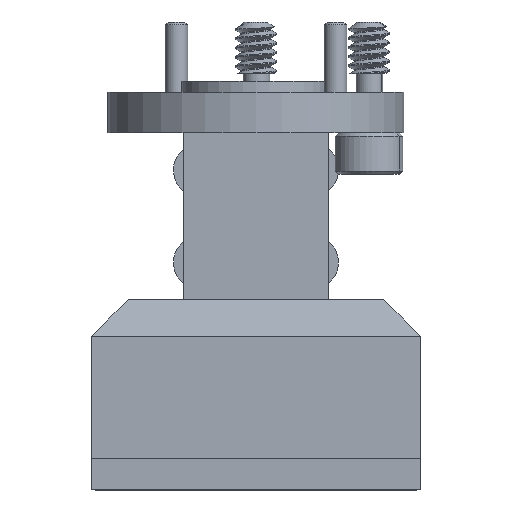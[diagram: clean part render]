
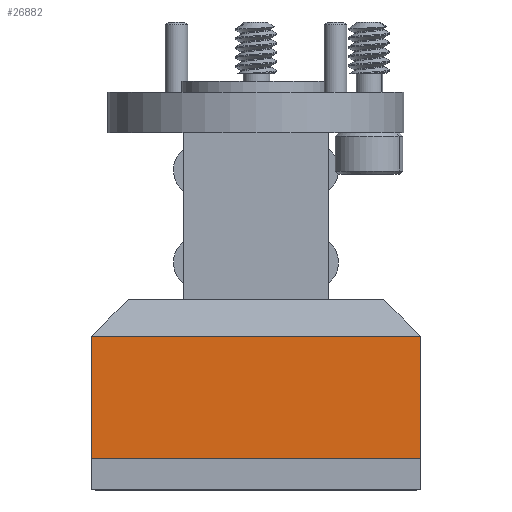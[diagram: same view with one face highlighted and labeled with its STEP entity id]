
A CAD part, front view. The second image highlights one B-rep face of the part: STEP entity #26882.
In plain terms, the highlighted planar face has unit normal (0, -1, 0).
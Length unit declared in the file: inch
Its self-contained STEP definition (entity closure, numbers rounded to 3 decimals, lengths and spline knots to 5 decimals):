
#1398 = LINE ( 'NONE', #33160, #25460 ) ;
#2059 = VERTEX_POINT ( 'NONE', #10369 ) ;
#2403 = ORIENTED_EDGE ( 'NONE', *, *, #15498, .T. ) ;
#2776 = CARTESIAN_POINT ( 'NONE',  ( 0.445, -0.375, 0.414 ) ) ;
#3163 = ORIENTED_EDGE ( 'NONE', *, *, #22750, .F. ) ;
#4332 = VERTEX_POINT ( 'NONE', #20603 ) ;
#5236 = EDGE_CURVE ( 'NONE', #22901, #2059, #27994, .T. ) ;
#5960 = PLANE ( 'NONE',  #23830 ) ;
#6992 = LINE ( 'NONE', #12334, #26248 ) ;
#8342 = VECTOR ( 'NONE', #28701, 39.37008 ) ;
#10369 = CARTESIAN_POINT ( 'NONE',  ( -0.445, -0.375, 0.414 ) ) ;
#10498 = EDGE_CURVE ( 'NONE', #22901, #22559, #6992, .T. ) ;
#12334 = CARTESIAN_POINT ( 'NONE',  ( 0.445, -0.375, 1.104 ) ) ;
#12841 = EDGE_LOOP ( 'NONE', ( #3163, #18675, #16556, #2403 ) ) ;
#15109 = DIRECTION ( 'NONE',  ( 0., 0., -1. ) ) ;
#15498 = EDGE_CURVE ( 'NONE', #2059, #4332, #25936, .T. ) ;
#15589 = CARTESIAN_POINT ( 'NONE',  ( -0.445, -0.375, 0.414 ) ) ;
#16326 = CARTESIAN_POINT ( 'NONE',  ( 0.445, -0.375, 0.084 ) ) ;
#16556 = ORIENTED_EDGE ( 'NONE', *, *, #5236, .T. ) ;
#16664 = FACE_OUTER_BOUND ( 'NONE', #12841, .T. ) ;
#18535 = DIRECTION ( 'NONE',  ( -1., 0., 0. ) ) ;
#18675 = ORIENTED_EDGE ( 'NONE', *, *, #10498, .F. ) ;
#20603 = CARTESIAN_POINT ( 'NONE',  ( -0.445, -0.375, 0.084 ) ) ;
#22559 = VERTEX_POINT ( 'NONE', #16326 ) ;
#22750 = EDGE_CURVE ( 'NONE', #22559, #4332, #1398, .T. ) ;
#22848 = VECTOR ( 'NONE', #18535, 39.37008 ) ;
#22901 = VERTEX_POINT ( 'NONE', #2776 ) ;
#23830 = AXIS2_PLACEMENT_3D ( 'NONE', #29874, #31485, #32307 ) ;
#25460 = VECTOR ( 'NONE', #25702, 39.37008 ) ;
#25702 = DIRECTION ( 'NONE',  ( -1., 0., 0. ) ) ;
#25936 = LINE ( 'NONE', #29058, #8342 ) ;
#26248 = VECTOR ( 'NONE', #15109, 39.37008 ) ;
#26882 = ADVANCED_FACE ( 'NONE', ( #16664 ), #5960, .F. ) ;
#27994 = LINE ( 'NONE', #15589, #22848 ) ;
#28701 = DIRECTION ( 'NONE',  ( 0., 0., -1. ) ) ;
#29058 = CARTESIAN_POINT ( 'NONE',  ( -0.445, -0.375, 1.104 ) ) ;
#29874 = CARTESIAN_POINT ( 'NONE',  ( -0.445, -0.375, 1.104 ) ) ;
#31485 = DIRECTION ( 'NONE',  ( 0., 1., 0. ) ) ;
#32307 = DIRECTION ( 'NONE',  ( 0., 0., 1. ) ) ;
#33160 = CARTESIAN_POINT ( 'NONE',  ( -0.445, -0.375, 0.084 ) ) ;
